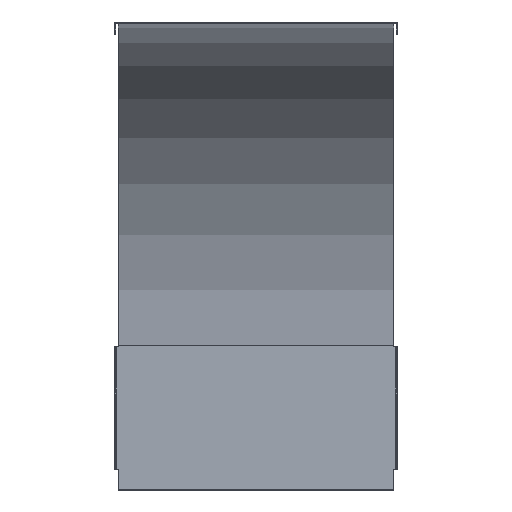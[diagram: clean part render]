
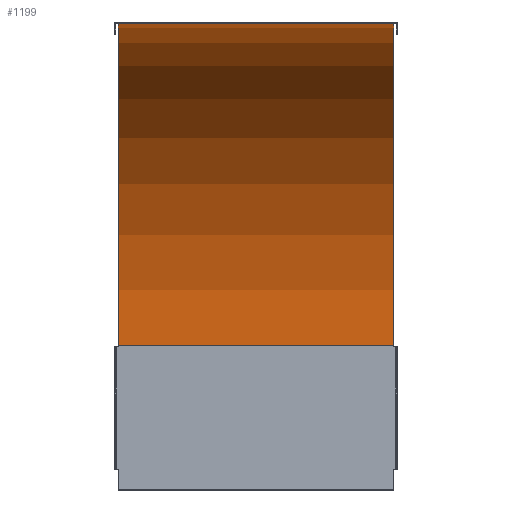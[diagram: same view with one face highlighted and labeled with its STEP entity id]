
A CAD part, top view. The second image highlights one B-rep face of the part: STEP entity #1199.
In plain terms, the highlighted cylindrical face has radius 233.75 mm (diameter 467.5 mm), a partial arc.
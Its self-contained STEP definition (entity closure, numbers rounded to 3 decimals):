
#112=CARTESIAN_POINT('',(-300.,40.15,233.6));
#113=DIRECTION('',(-1.,0.,0.));
#114=DIRECTION('',(0.,1.,0.));
#115=AXIS2_PLACEMENT_3D('',#112,#113,#114);
#334=CARTESIAN_POINT('',(-100.,40.15,233.6));
#335=DIRECTION('',(1.,0.,0.));
#336=DIRECTION('',(0.,0.,-1.));
#337=AXIS2_PLACEMENT_3D('',#334,#335,#336);
#381=DIRECTION('',(1.,0.,0.));
#382=VECTOR('',#381,200.);
#383=CARTESIAN_POINT('',(-300.,273.9,233.6));
#384=LINE('',#383,#382);
#385=DIRECTION('',(-1.,0.,0.));
#386=VECTOR('',#385,200.);
#387=CARTESIAN_POINT('',(-100.,40.15,-0.15));
#388=LINE('',#387,#386);
#629=CARTESIAN_POINT('',(-300.,273.9,233.6));
#631=VERTEX_POINT('',#629);
#634=CARTESIAN_POINT('',(-300.,40.15,-0.15));
#636=VERTEX_POINT('',#634);
#647=CARTESIAN_POINT('',(-100.,273.9,233.6));
#648=VERTEX_POINT('',#647);
#649=CARTESIAN_POINT('',(-100.,40.15,-0.15));
#650=VERTEX_POINT('',#649);
#1188=CARTESIAN_POINT('',(100.,40.15,233.6));
#1189=DIRECTION('',(1.,0.,0.));
#1190=DIRECTION('',(0.,-1.,0.));
#1191=AXIS2_PLACEMENT_3D('',#1188,#1189,#1190);
#1192=CYLINDRICAL_SURFACE('',#1191,233.75);
#1193=ORIENTED_EDGE('',*,*,#944,.T.);
#1194=ORIENTED_EDGE('',*,*,#1109,.F.);
#1195=ORIENTED_EDGE('',*,*,#1166,.T.);
#1196=ORIENTED_EDGE('',*,*,#802,.F.);
#1197=EDGE_LOOP('',(#1193,#1194,#1195,#1196));
#1198=FACE_OUTER_BOUND('',#1197,.F.);
#1199=ADVANCED_FACE('',(#1198),#1192,.F.);
#116=CIRCLE('',#115,233.75);
#338=CIRCLE('',#337,233.75);
#802=EDGE_CURVE('',#631,#636,#116,.T.);
#944=EDGE_CURVE('',#631,#648,#384,.T.);
#1109=EDGE_CURVE('',#650,#648,#338,.T.);
#1166=EDGE_CURVE('',#650,#636,#388,.T.);
